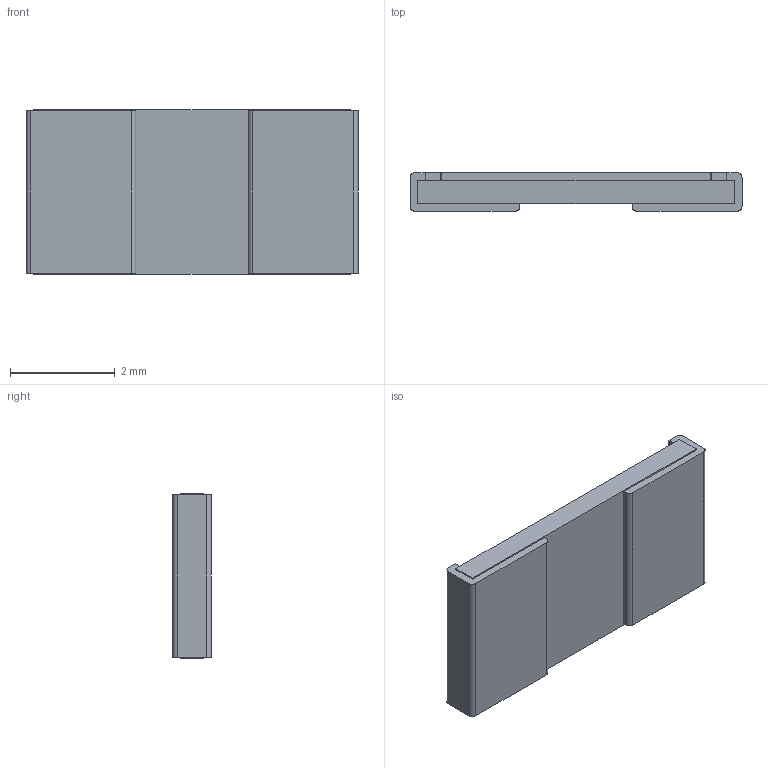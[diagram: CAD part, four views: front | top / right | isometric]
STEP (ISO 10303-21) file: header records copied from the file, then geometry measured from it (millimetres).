
FILE_DESCRIPTION(('STEP AP242'),'1');
FILE_NAME('2-2176058-8.stp','2022-07-25T20:20:15',('TraceParts'),('TraceParts S.A.'),'Spatial InterOp 3D',' ',' ');
FILE_SCHEMA(('AP242_MANAGED_MODEL_BASED_3D_ENGINEERING_MIM_LF {1 0 10303 442 1 1 4}'));
Length unit declared in the file: millimetre
Products named in the file (1): 2-2176058-8
Bounding box: 6.35 x 0.74 x 3.15 mm (x, y, z)
Volume: 13.4 mm3; surface area: 55.3 mm2
Topology: 1 solids, 1 shells, 41 faces, 114 edges, 76 vertices
Faces by surface type: plane 35, cylinder 6
Entity records: 1315 total; most frequent: CARTESIAN_POINT 232, ORIENTED_EDGE 228, DIRECTION 210, EDGE_CURVE 114, LINE 102, VECTOR 102, VERTEX_POINT 76, AXIS2_PLACEMENT_3D 54
